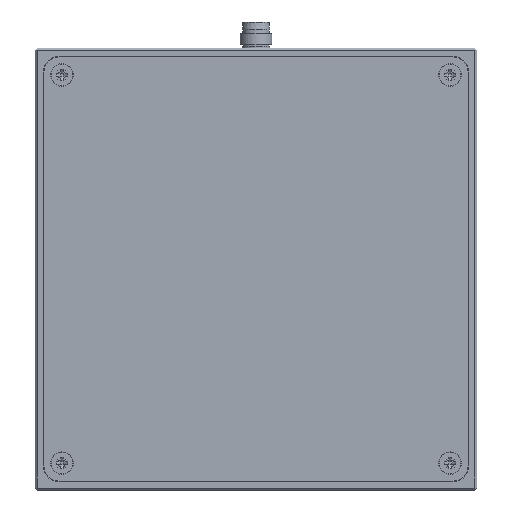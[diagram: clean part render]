
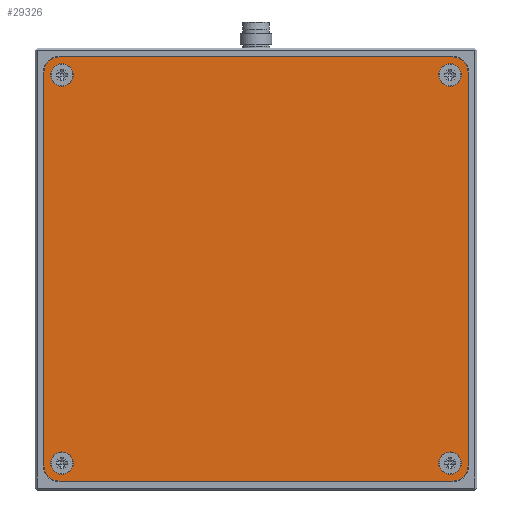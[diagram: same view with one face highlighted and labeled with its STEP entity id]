
A CAD part, front view. The second image highlights one B-rep face of the part: STEP entity #29326.
In plain terms, the highlighted planar face has unit normal (0, -1, 0).
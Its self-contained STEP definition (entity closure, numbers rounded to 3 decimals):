
#66=PLANE('',#30514);
#1124=LINE('',#37387,#4036);
#1128=LINE('',#37399,#4040);
#1132=LINE('',#37411,#4044);
#1136=LINE('',#37423,#4048);
#4036=VECTOR('',#31828,1000.);
#4040=VECTOR('',#31840,1000.);
#4044=VECTOR('',#31852,1000.);
#4048=VECTOR('',#31864,1000.);
#6990=ORIENTED_EDGE('',*,*,#13126,.T.);
#6991=ORIENTED_EDGE('',*,*,#13127,.T.);
#6992=ORIENTED_EDGE('',*,*,#13128,.T.);
#6993=ORIENTED_EDGE('',*,*,#13129,.T.);
#6994=ORIENTED_EDGE('',*,*,#13098,.T.);
#6995=ORIENTED_EDGE('',*,*,#13102,.T.);
#6996=ORIENTED_EDGE('',*,*,#13105,.T.);
#6997=ORIENTED_EDGE('',*,*,#13108,.T.);
#6998=ORIENTED_EDGE('',*,*,#13111,.T.);
#6999=ORIENTED_EDGE('',*,*,#13114,.T.);
#7000=ORIENTED_EDGE('',*,*,#13117,.T.);
#7001=ORIENTED_EDGE('',*,*,#13120,.T.);
#13098=EDGE_CURVE('',#16174,#16175,#18267,.T.);
#13102=EDGE_CURVE('',#16175,#16178,#1124,.T.);
#13105=EDGE_CURVE('',#16178,#16180,#18269,.T.);
#13108=EDGE_CURVE('',#16180,#16182,#1128,.T.);
#13111=EDGE_CURVE('',#16182,#16184,#18271,.T.);
#13114=EDGE_CURVE('',#16184,#16186,#1132,.T.);
#13117=EDGE_CURVE('',#16186,#16188,#18273,.T.);
#13120=EDGE_CURVE('',#16188,#16174,#1136,.T.);
#13126=EDGE_CURVE('',#16194,#16194,#18279,.T.);
#13127=EDGE_CURVE('',#16195,#16195,#18280,.T.);
#13128=EDGE_CURVE('',#16196,#16196,#18281,.T.);
#13129=EDGE_CURVE('',#16197,#16197,#18282,.T.);
#16174=VERTEX_POINT('',#37379);
#16175=VERTEX_POINT('',#37380);
#16178=VERTEX_POINT('',#37388);
#16180=VERTEX_POINT('',#37394);
#16182=VERTEX_POINT('',#37400);
#16184=VERTEX_POINT('',#37406);
#16186=VERTEX_POINT('',#37412);
#16188=VERTEX_POINT('',#37418);
#16194=VERTEX_POINT('',#37436);
#16195=VERTEX_POINT('',#37438);
#16196=VERTEX_POINT('',#37440);
#16197=VERTEX_POINT('',#37442);
#18267=CIRCLE('',#30494,3.85);
#18269=CIRCLE('',#30498,3.85);
#18271=CIRCLE('',#30502,3.85);
#18273=CIRCLE('',#30506,3.85);
#18279=CIRCLE('',#30515,2.85);
#18280=CIRCLE('',#30516,2.85);
#18281=CIRCLE('',#30517,2.85);
#18282=CIRCLE('',#30518,2.85);
#18440=EDGE_LOOP('',(#6990));
#18441=EDGE_LOOP('',(#6991));
#18442=EDGE_LOOP('',(#6992));
#18443=EDGE_LOOP('',(#6993));
#18444=EDGE_LOOP('',(#6994,#6995,#6996,#6997,#6998,#6999,#7000,#7001));
#19773=FACE_BOUND('',#18440,.T.);
#19774=FACE_BOUND('',#18441,.T.);
#19775=FACE_BOUND('',#18442,.T.);
#19776=FACE_BOUND('',#18443,.T.);
#19777=FACE_BOUND('',#18444,.T.);
#29326=ADVANCED_FACE('',(#19773,#19774,#19775,#19776,#19777),#66,.T.);
#30494=AXIS2_PLACEMENT_3D('',#37378,#31820,#31821);
#30498=AXIS2_PLACEMENT_3D('',#37393,#31833,#31834);
#30502=AXIS2_PLACEMENT_3D('',#37405,#31845,#31846);
#30506=AXIS2_PLACEMENT_3D('',#37417,#31857,#31858);
#30514=AXIS2_PLACEMENT_3D('',#37434,#31876,#31877);
#30515=AXIS2_PLACEMENT_3D('',#37435,#31878,#31879);
#30516=AXIS2_PLACEMENT_3D('',#37437,#31880,#31881);
#30517=AXIS2_PLACEMENT_3D('',#37439,#31882,#31883);
#30518=AXIS2_PLACEMENT_3D('',#37441,#31884,#31885);
#31820=DIRECTION('',(0.,-1.,0.));
#31821=DIRECTION('',(1.,0.,0.));
#31828=DIRECTION('',(-1.,0.,0.));
#31833=DIRECTION('',(0.,-1.,0.));
#31834=DIRECTION('',(1.,0.,0.));
#31840=DIRECTION('',(0.,0.,-1.));
#31845=DIRECTION('',(0.,-1.,0.));
#31846=DIRECTION('',(1.,0.,0.));
#31852=DIRECTION('',(1.,0.,0.));
#31857=DIRECTION('',(0.,-1.,0.));
#31858=DIRECTION('',(-1.,0.,0.));
#31864=DIRECTION('',(0.,0.,1.));
#31876=DIRECTION('',(0.,-1.,0.));
#31877=DIRECTION('',(0.,0.,-1.));
#31878=DIRECTION('',(0.,1.,0.));
#31879=DIRECTION('',(0.,0.,1.));
#31880=DIRECTION('',(0.,1.,0.));
#31881=DIRECTION('',(0.,0.,1.));
#31882=DIRECTION('',(0.,1.,0.));
#31883=DIRECTION('',(0.,0.,1.));
#31884=DIRECTION('',(0.,1.,0.));
#31885=DIRECTION('',(0.,0.,1.));
#37378=CARTESIAN_POINT('',(49.8,0.,49.8));
#37379=CARTESIAN_POINT('',(53.65,0.,49.8));
#37380=CARTESIAN_POINT('',(49.8,0.,53.65));
#37387=CARTESIAN_POINT('',(49.8,0.,53.65));
#37388=CARTESIAN_POINT('',(-49.8,0.,53.65));
#37393=CARTESIAN_POINT('',(-49.8,0.,49.8));
#37394=CARTESIAN_POINT('',(-53.65,0.,49.8));
#37399=CARTESIAN_POINT('',(-53.65,0.,49.8));
#37400=CARTESIAN_POINT('',(-53.65,0.,-49.8));
#37405=CARTESIAN_POINT('',(-49.8,0.,-49.8));
#37406=CARTESIAN_POINT('',(-49.8,0.,-53.65));
#37411=CARTESIAN_POINT('',(-49.8,0.,-53.65));
#37412=CARTESIAN_POINT('',(49.8,0.,-53.65));
#37417=CARTESIAN_POINT('',(49.8,0.,-49.8));
#37418=CARTESIAN_POINT('',(53.65,0.,-49.8));
#37423=CARTESIAN_POINT('',(53.65,0.,-49.8));
#37434=CARTESIAN_POINT('',(49.8,0.,49.8));
#37435=CARTESIAN_POINT('',(-49.1,0.,-49.1));
#37436=CARTESIAN_POINT('',(-49.1,0.,-46.25));
#37437=CARTESIAN_POINT('',(49.1,0.,-49.1));
#37438=CARTESIAN_POINT('',(49.1,0.,-46.25));
#37439=CARTESIAN_POINT('',(49.1,0.,49.1));
#37440=CARTESIAN_POINT('',(49.1,0.,51.95));
#37441=CARTESIAN_POINT('',(-49.1,0.,49.1));
#37442=CARTESIAN_POINT('',(-49.1,0.,51.95));
